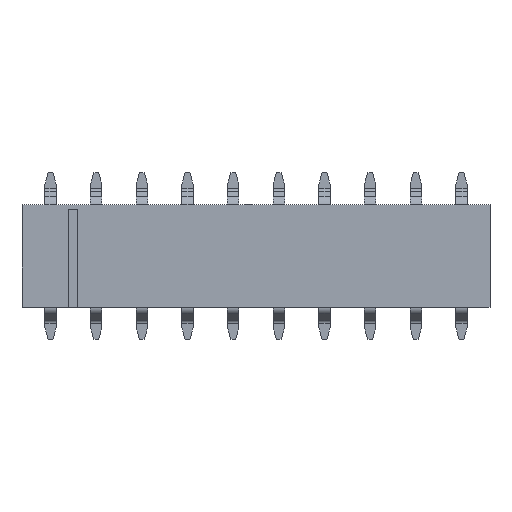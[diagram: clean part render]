
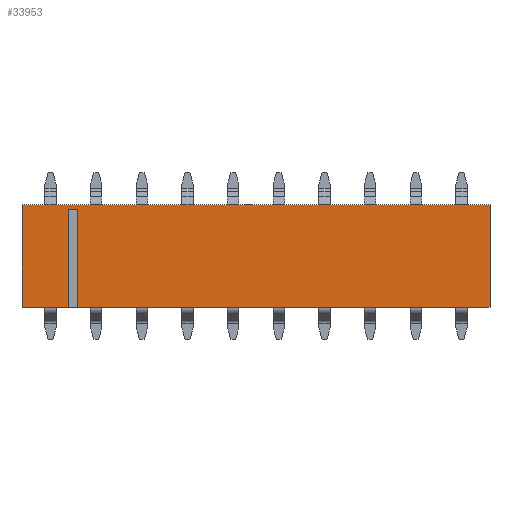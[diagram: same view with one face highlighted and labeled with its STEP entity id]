
A CAD part, top view. The second image highlights one B-rep face of the part: STEP entity #33953.
In plain terms, the highlighted planar face has unit normal (0, 0, 1).
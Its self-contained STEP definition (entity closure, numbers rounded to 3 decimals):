
#685=CARTESIAN_POINT('',(10.25,-2.25,2.));
#686=VERTEX_POINT('',#685);
#693=CARTESIAN_POINT('',(-7.8,-2.25,2.));
#694=VERTEX_POINT('',#693);
#695=CARTESIAN_POINT('',(10.25,-2.25,2.));
#696=DIRECTION('',(-1.,0.,0.));
#697=VECTOR('',#696,18.05);
#698=LINE('',#695,#697);
#699=EDGE_CURVE('',#686,#694,#698,.T.);
#717=CARTESIAN_POINT('',(-8.2,-2.25,2.));
#718=VERTEX_POINT('',#717);
#725=CARTESIAN_POINT('',(-10.25,-2.25,2.));
#726=VERTEX_POINT('',#725);
#727=CARTESIAN_POINT('',(-8.2,-2.25,2.));
#728=DIRECTION('',(-1.,0.,0.));
#729=VECTOR('',#728,2.05);
#730=LINE('',#727,#729);
#731=EDGE_CURVE('',#718,#726,#730,.T.);
#5264=CARTESIAN_POINT('',(10.25,2.25,2.));
#5265=VERTEX_POINT('',#5264);
#5272=CARTESIAN_POINT('',(10.25,-2.25,2.));
#5273=DIRECTION('',(0.,1.,0.));
#5274=VECTOR('',#5273,4.5);
#5275=LINE('',#5272,#5274);
#5276=EDGE_CURVE('',#686,#5265,#5275,.T.);
#5287=CARTESIAN_POINT('',(-10.25,2.25,2.));
#5288=VERTEX_POINT('',#5287);
#5289=CARTESIAN_POINT('',(-10.25,-2.25,2.));
#5290=DIRECTION('',(0.,1.,0.));
#5291=VECTOR('',#5290,4.5);
#5292=LINE('',#5289,#5291);
#5293=EDGE_CURVE('',#726,#5288,#5292,.T.);
#7161=CARTESIAN_POINT('',(-7.8,2.05,2.));
#7162=VERTEX_POINT('',#7161);
#7163=CARTESIAN_POINT('',(-7.8,2.05,2.));
#7164=DIRECTION('',(0.,-1.,0.));
#7165=VECTOR('',#7164,4.3);
#7166=LINE('',#7163,#7165);
#7167=EDGE_CURVE('',#7162,#694,#7166,.T.);
#7217=CARTESIAN_POINT('',(-8.2,2.05,2.));
#7218=VERTEX_POINT('',#7217);
#7225=CARTESIAN_POINT('',(-8.2,-2.25,2.));
#7226=DIRECTION('',(0.,1.,0.));
#7227=VECTOR('',#7226,4.3);
#7228=LINE('',#7225,#7227);
#7229=EDGE_CURVE('',#718,#7218,#7228,.T.);
#33928=CARTESIAN_POINT('',(0.,0.,2.));
#33929=DIRECTION('',(1.,0.,0.));
#33930=DIRECTION('',(0.,0.,1.));
#33931=AXIS2_PLACEMENT_3D('',#33928,#33930,#33929);
#33932=PLANE('',#33931);
#33933=CARTESIAN_POINT('',(-10.25,2.25,2.));
#33934=DIRECTION('',(1.,0.,0.));
#33935=VECTOR('',#33934,20.5);
#33936=LINE('',#33933,#33935);
#33937=EDGE_CURVE('',#5288,#5265,#33936,.T.);
#33938=ORIENTED_EDGE('',*,*,#33937,.F.);
#33939=ORIENTED_EDGE('',*,*,#5293,.F.);
#33940=ORIENTED_EDGE('',*,*,#731,.F.);
#33941=ORIENTED_EDGE('',*,*,#7229,.T.);
#33942=CARTESIAN_POINT('',(-8.2,2.05,2.));
#33943=DIRECTION('',(1.,0.,0.));
#33944=VECTOR('',#33943,0.4);
#33945=LINE('',#33942,#33944);
#33946=EDGE_CURVE('',#7218,#7162,#33945,.T.);
#33947=ORIENTED_EDGE('',*,*,#33946,.T.);
#33948=ORIENTED_EDGE('',*,*,#7167,.T.);
#33949=ORIENTED_EDGE('',*,*,#699,.F.);
#33950=ORIENTED_EDGE('',*,*,#5276,.T.);
#33951=EDGE_LOOP('',(#33938,#33939,#33940,#33941,#33947,#33948,#33949,#33950));
#33952=FACE_OUTER_BOUND('',#33951,.T.);
#33953=ADVANCED_FACE('',(#33952),#33932,.T.);
